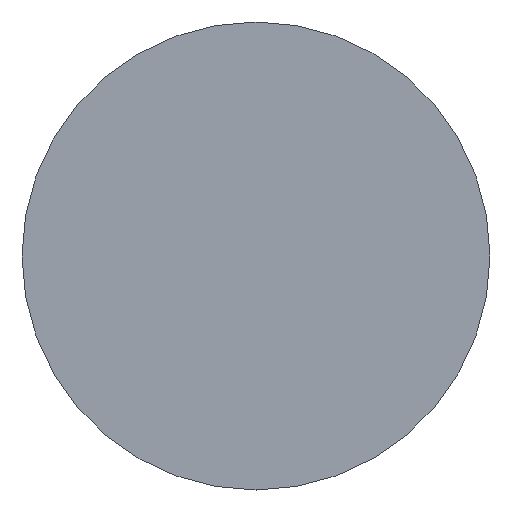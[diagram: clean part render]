
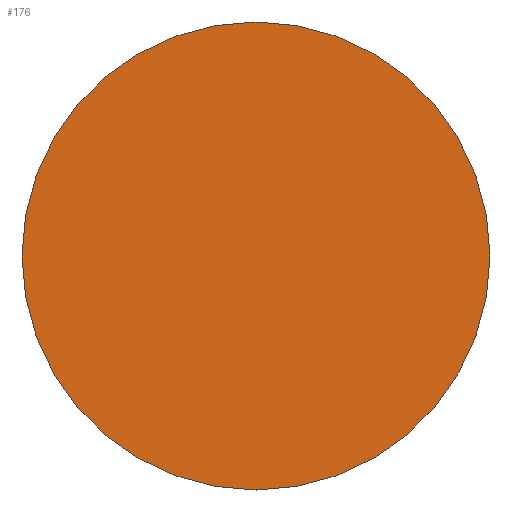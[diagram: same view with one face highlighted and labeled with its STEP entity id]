
A CAD part, front view. The second image highlights one B-rep face of the part: STEP entity #176.
In plain terms, the highlighted planar face has unit normal (0, -1, 0).
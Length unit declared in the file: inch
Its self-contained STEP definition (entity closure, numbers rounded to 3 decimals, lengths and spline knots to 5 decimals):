
#4 = DIRECTION ( 'NONE',  ( 0., -1., 0. ) ) ;
#22 = CIRCLE ( 'NONE', #93, 0.1875 ) ;
#24 = ORIENTED_EDGE ( 'NONE', *, *, #324, .T. ) ;
#26 = VERTEX_POINT ( 'NONE', #151 ) ;
#47 = DIRECTION ( 'NONE',  ( 0., 0., -1. ) ) ;
#85 = DIRECTION ( 'NONE',  ( 0., -1., 0. ) ) ;
#93 = AXIS2_PLACEMENT_3D ( 'NONE', #114, #4, #47 ) ;
#114 = CARTESIAN_POINT ( 'NONE',  ( 0., 0., 0. ) ) ;
#120 = CARTESIAN_POINT ( 'NONE',  ( 0., 0., 0.1875 ) ) ;
#126 = CARTESIAN_POINT ( 'NONE',  ( 0., 0., 0. ) ) ;
#141 = EDGE_LOOP ( 'NONE', ( #24, #425 ) ) ;
#148 = CIRCLE ( 'NONE', #194, 0.1875 ) ;
#151 = CARTESIAN_POINT ( 'NONE',  ( 0., 0., -0.1875 ) ) ;
#176 = ADVANCED_FACE ( 'NONE', ( #372 ), #238, .T. ) ;
#194 = AXIS2_PLACEMENT_3D ( 'NONE', #368, #85, #394 ) ;
#203 = AXIS2_PLACEMENT_3D ( 'NONE', #126, #205, #311 ) ;
#205 = DIRECTION ( 'NONE',  ( 0., -1., 0. ) ) ;
#238 = PLANE ( 'NONE',  #203 ) ;
#311 = DIRECTION ( 'NONE',  ( 0., 0., -1. ) ) ;
#324 = EDGE_CURVE ( 'NONE', #26, #417, #22, .T. ) ;
#368 = CARTESIAN_POINT ( 'NONE',  ( 0., 0., 0. ) ) ;
#372 = FACE_OUTER_BOUND ( 'NONE', #141, .T. ) ;
#383 = EDGE_CURVE ( 'NONE', #417, #26, #148, .T. ) ;
#394 = DIRECTION ( 'NONE',  ( 0., 0., -1. ) ) ;
#417 = VERTEX_POINT ( 'NONE', #120 ) ;
#425 = ORIENTED_EDGE ( 'NONE', *, *, #383, .T. ) ;
